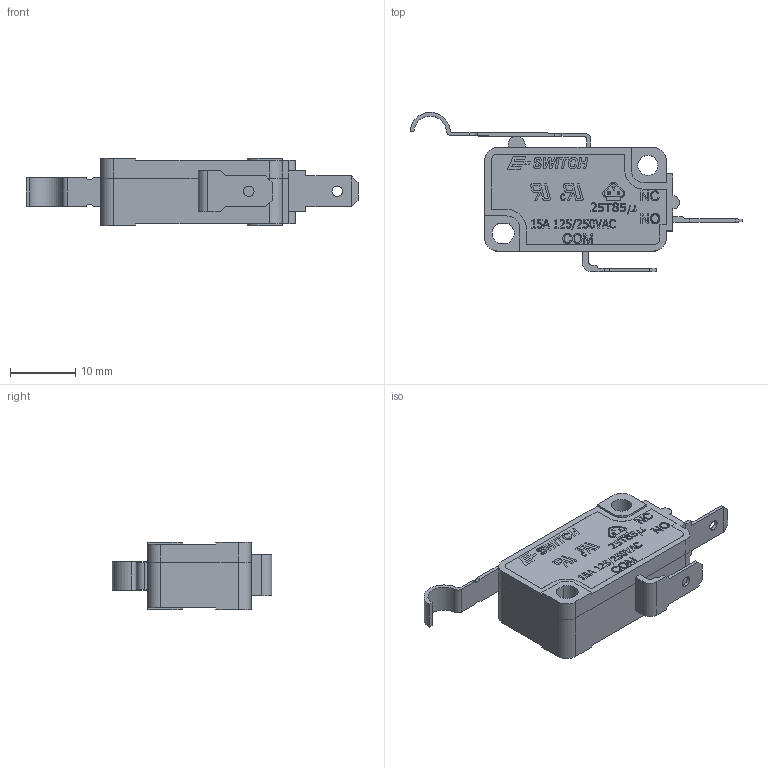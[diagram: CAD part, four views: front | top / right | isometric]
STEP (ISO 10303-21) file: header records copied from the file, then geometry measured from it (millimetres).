
FILE_DESCRIPTION(/* description */ (''),/* implementation_level */ '2;1');
FILE_NAME(/* name */ 'LS0851504F140C1C.stp',/* time_stamp */ '2025-12-30T16:21:21-06:00',/* author */ ('mroman'),/* organization */ (''),/* preprocessor_version */ 'ST-DEVELOPER v18.1',/* originating_system */ 'Autodesk Inventor 2022',/* authorisation */ '');
FILE_SCHEMA (('AUTOMOTIVE_DESIGN { 1 0 10303 214 3 1 1 }'));
Length unit declared in the file: inch
Products named in the file (1): LS0851504F140C1C
Bounding box: 50.95 x 24.46 x 10.3 mm (x, y, z)
Volume: 4367.7 mm3; surface area: 2688.8 mm2
Topology: 1 solids, 1 shells, 783 faces, 2150 edges, 1423 vertices
Faces by surface type: plane 510, bspline 207, cylinder 66
Full cylindrical faces by diameter (mm): 1.6 x2, 3.1 x2
Entity records: 27143 total; most frequent: CARTESIAN_POINT 8482, ORIENTED_EDGE 4302, DIRECTION 3015, EDGE_CURVE 2151, LINE 1613, VECTOR 1613, VERTEX_POINT 1423, EDGE_LOOP 846
